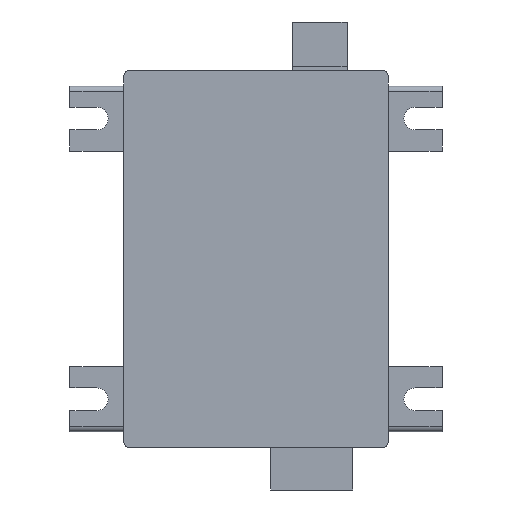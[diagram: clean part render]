
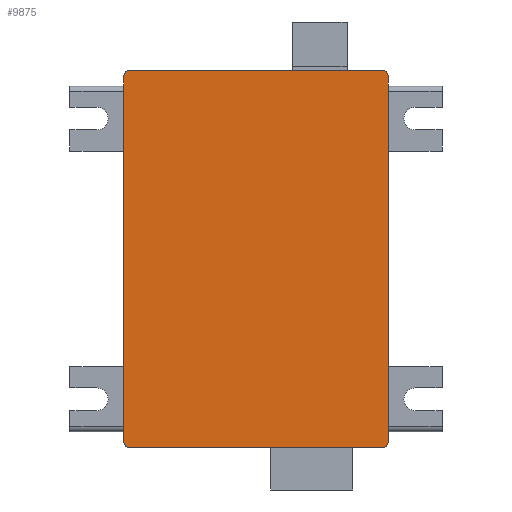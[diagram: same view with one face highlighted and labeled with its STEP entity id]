
A CAD part, front view. The second image highlights one B-rep face of the part: STEP entity #9875.
In plain terms, the highlighted planar face has unit normal (0, -1, 0).
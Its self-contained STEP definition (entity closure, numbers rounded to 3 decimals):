
#9200=CARTESIAN_POINT('',(48.,0.,1.2));
#9201=DIRECTION('',(0.,1.,0.));
#9202=DIRECTION('',(1.,0.,0.));
#9203=AXIS2_PLACEMENT_3D('',#9200,#9201,#9202);
#9205=DIRECTION('',(-1.,0.,0.));
#9206=VECTOR('',#9205,47.);
#9207=CARTESIAN_POINT('',(48.,0.,0.2));
#9208=LINE('',#9207,#9206);
#9209=CARTESIAN_POINT('',(1.,0.,1.2));
#9210=DIRECTION('',(0.,1.,0.));
#9211=DIRECTION('',(0.,0.,-1.));
#9212=AXIS2_PLACEMENT_3D('',#9209,#9210,#9211);
#9214=DIRECTION('',(0.,0.,1.));
#9215=VECTOR('',#9214,67.8);
#9216=CARTESIAN_POINT('',(0.,0.,1.2));
#9217=LINE('',#9216,#9215);
#9218=CARTESIAN_POINT('',(1.,0.,69.));
#9219=DIRECTION('',(0.,1.,0.));
#9220=DIRECTION('',(-1.,0.,0.));
#9221=AXIS2_PLACEMENT_3D('',#9218,#9219,#9220);
#9223=DIRECTION('',(1.,0.,0.));
#9224=VECTOR('',#9223,47.);
#9225=CARTESIAN_POINT('',(1.,0.,70.));
#9226=LINE('',#9225,#9224);
#9227=CARTESIAN_POINT('',(48.,0.,69.));
#9228=DIRECTION('',(0.,1.,0.));
#9229=DIRECTION('',(0.,0.,1.));
#9230=AXIS2_PLACEMENT_3D('',#9227,#9228,#9229);
#9232=DIRECTION('',(0.,0.,-1.));
#9233=VECTOR('',#9232,67.8);
#9234=CARTESIAN_POINT('',(49.,0.,69.));
#9235=LINE('',#9234,#9233);
#9595=CARTESIAN_POINT('',(48.,0.,0.2));
#9597=VERTEX_POINT('',#9595);
#9600=CARTESIAN_POINT('',(1.,0.,0.2));
#9601=VERTEX_POINT('',#9600);
#9624=CARTESIAN_POINT('',(49.,0.,1.2));
#9625=VERTEX_POINT('',#9624);
#9628=CARTESIAN_POINT('',(0.,0.,1.2));
#9629=VERTEX_POINT('',#9628);
#9630=CARTESIAN_POINT('',(0.,0.,69.));
#9631=VERTEX_POINT('',#9630);
#9632=CARTESIAN_POINT('',(1.,0.,70.));
#9633=VERTEX_POINT('',#9632);
#9634=CARTESIAN_POINT('',(48.,0.,70.));
#9635=VERTEX_POINT('',#9634);
#9636=CARTESIAN_POINT('',(49.,0.,69.));
#9637=VERTEX_POINT('',#9636);
#9854=CARTESIAN_POINT('',(1.,0.,1.));
#9855=DIRECTION('',(0.,1.,0.));
#9856=DIRECTION('',(0.,0.,1.));
#9857=AXIS2_PLACEMENT_3D('',#9854,#9855,#9856);
#9858=PLANE('',#9857);
#9859=ORIENTED_EDGE('',*,*,#9837,.T.);
#9860=ORIENTED_EDGE('',*,*,#9794,.T.);
#9862=ORIENTED_EDGE('',*,*,#9861,.T.);
#9864=ORIENTED_EDGE('',*,*,#9863,.T.);
#9866=ORIENTED_EDGE('',*,*,#9865,.T.);
#9868=ORIENTED_EDGE('',*,*,#9867,.T.);
#9870=ORIENTED_EDGE('',*,*,#9869,.T.);
#9872=ORIENTED_EDGE('',*,*,#9871,.T.);
#9873=EDGE_LOOP('',(#9859,#9860,#9862,#9864,#9866,#9868,#9870,#9872));
#9874=FACE_OUTER_BOUND('',#9873,.F.);
#9204=CIRCLE('',#9203,1.);
#9213=CIRCLE('',#9212,1.);
#9222=CIRCLE('',#9221,1.);
#9231=CIRCLE('',#9230,1.);
#9794=EDGE_CURVE('',#9597,#9601,#9208,.T.);
#9837=EDGE_CURVE('',#9625,#9597,#9204,.T.);
#9861=EDGE_CURVE('',#9601,#9629,#9213,.T.);
#9863=EDGE_CURVE('',#9629,#9631,#9217,.T.);
#9865=EDGE_CURVE('',#9631,#9633,#9222,.T.);
#9867=EDGE_CURVE('',#9633,#9635,#9226,.T.);
#9869=EDGE_CURVE('',#9635,#9637,#9231,.T.);
#9871=EDGE_CURVE('',#9637,#9625,#9235,.T.);
#9875=ADVANCED_FACE('',(#9874),#9858,.F.);
